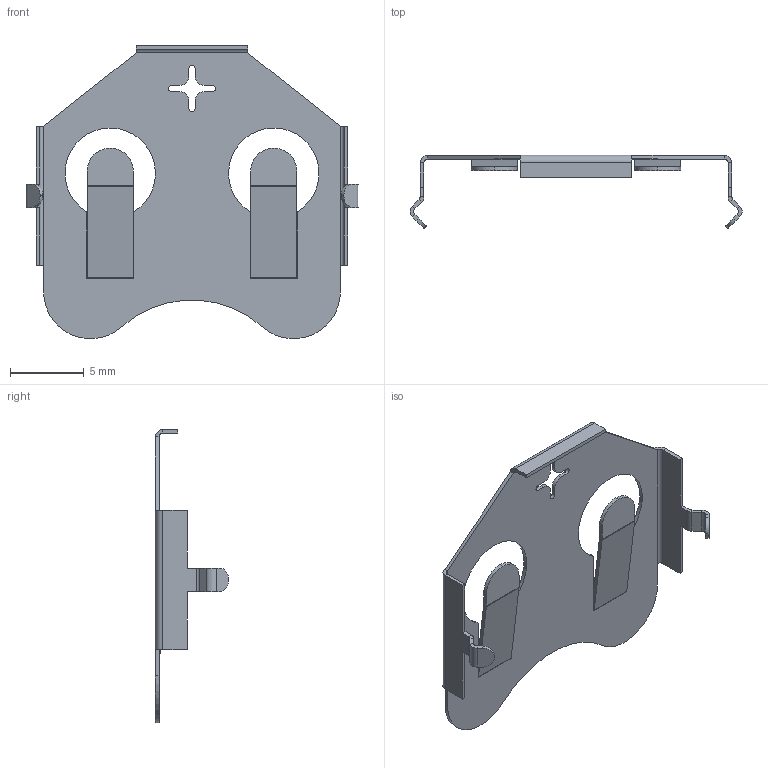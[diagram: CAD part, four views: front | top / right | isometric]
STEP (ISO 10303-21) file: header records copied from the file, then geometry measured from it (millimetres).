
FILE_DESCRIPTION (( 'STEP AP214' ), '1' );
FILE_NAME ('3027.STEP', '2023-02-21T14:51:17', ( '' ), ( '' ), 'SwSTEP 2.0', 'SolidWorks 2013', '' );
FILE_SCHEMA (( 'AUTOMOTIVE_DESIGN' ));
Length unit declared in the file: inch
Products named in the file (1): 3027
Bounding box: 22.48 x 4.96 x 19.85 mm (x, y, z)
Volume: 92.1 mm3; surface area: 774.5 mm2
Topology: 1 solids, 1 shells, 142 faces, 332 edges, 192 vertices
Faces by surface type: plane 99, cylinder 43
Entity records: 3990 total; most frequent: DIRECTION 704, CARTESIAN_POINT 667, ORIENTED_EDGE 664, EDGE_CURVE 332, LINE 246, VECTOR 246, AXIS2_PLACEMENT_3D 229, VERTEX_POINT 192
